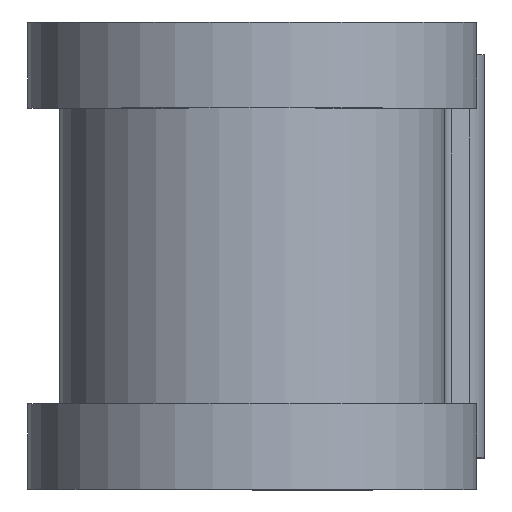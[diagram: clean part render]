
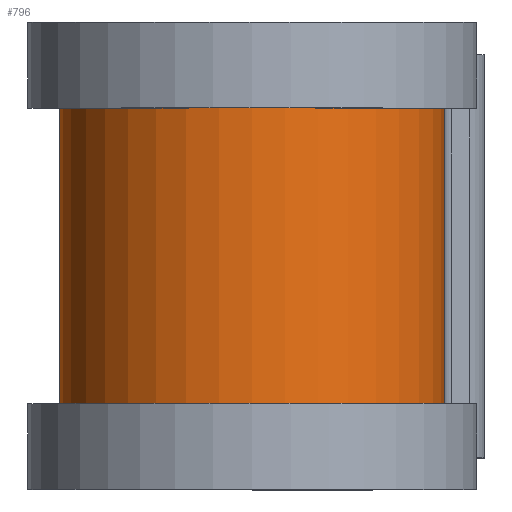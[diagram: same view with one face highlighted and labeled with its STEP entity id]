
A CAD part, top view. The second image highlights one B-rep face of the part: STEP entity #796.
In plain terms, the highlighted cylindrical face has radius 9.093 mm (diameter 18.186 mm), a partial arc.
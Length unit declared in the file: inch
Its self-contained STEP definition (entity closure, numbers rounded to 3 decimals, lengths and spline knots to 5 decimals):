
#54 = ORIENTED_EDGE ( 'NONE', *, *, #122, .T. ) ;
#90 = DIRECTION ( 'NONE',  ( 0., -1., 0. ) ) ;
#112 = DIRECTION ( 'NONE',  ( 0., -1., 0. ) ) ;
#122 = EDGE_CURVE ( 'NONE', #1208, #159, #125, .T. ) ;
#125 = CIRCLE ( 'NONE', #1399, 0.358 ) ;
#159 = VERTEX_POINT ( 'NONE', #237 ) ;
#172 = CARTESIAN_POINT ( 'NONE',  ( 0.358, -0.275, 0. ) ) ;
#192 = CARTESIAN_POINT ( 'NONE',  ( 0., 0.275, 0. ) ) ;
#237 = CARTESIAN_POINT ( 'NONE',  ( 0., 0.275, -0.358 ) ) ;
#296 = CARTESIAN_POINT ( 'NONE',  ( 0., 0.375, -0.358 ) ) ;
#320 = DIRECTION ( 'NONE',  ( 0., -1., 0. ) ) ;
#329 = AXIS2_PLACEMENT_3D ( 'NONE', #1435, #1513, #1421 ) ;
#338 = CARTESIAN_POINT ( 'NONE',  ( 0.358, 0.375, 0. ) ) ;
#389 = CYLINDRICAL_SURFACE ( 'NONE', #329, 0.358 ) ;
#501 = EDGE_CURVE ( 'NONE', #159, #1333, #1326, .T. ) ;
#520 = EDGE_CURVE ( 'NONE', #864, #1333, #1353, .T. ) ;
#553 = EDGE_LOOP ( 'NONE', ( #958, #54, #1398, #804 ) ) ;
#682 = CARTESIAN_POINT ( 'NONE',  ( 0.358, 0.275, 0. ) ) ;
#764 = CARTESIAN_POINT ( 'NONE',  ( 0., -0.275, 0. ) ) ;
#767 = DIRECTION ( 'NONE',  ( 0., -1., 0. ) ) ;
#785 = DIRECTION ( 'NONE',  ( 0., 0., -1. ) ) ;
#796 = ADVANCED_FACE ( 'NONE', ( #1043 ), #389, .T. ) ;
#804 = ORIENTED_EDGE ( 'NONE', *, *, #520, .F. ) ;
#829 = AXIS2_PLACEMENT_3D ( 'NONE', #764, #767, #785 ) ;
#864 = VERTEX_POINT ( 'NONE', #172 ) ;
#958 = ORIENTED_EDGE ( 'NONE', *, *, #1036, .F. ) ;
#1036 = EDGE_CURVE ( 'NONE', #1208, #864, #1488, .T. ) ;
#1043 = FACE_OUTER_BOUND ( 'NONE', #553, .T. ) ;
#1208 = VERTEX_POINT ( 'NONE', #682 ) ;
#1255 = VECTOR ( 'NONE', #320, 39.37008 ) ;
#1326 = LINE ( 'NONE', #296, #1255 ) ;
#1333 = VERTEX_POINT ( 'NONE', #1477 ) ;
#1353 = CIRCLE ( 'NONE', #829, 0.358 ) ;
#1398 = ORIENTED_EDGE ( 'NONE', *, *, #501, .T. ) ;
#1399 = AXIS2_PLACEMENT_3D ( 'NONE', #192, #90, #1744 ) ;
#1421 = DIRECTION ( 'NONE',  ( 0., 0., -1. ) ) ;
#1435 = CARTESIAN_POINT ( 'NONE',  ( 0., 0.375, 0. ) ) ;
#1477 = CARTESIAN_POINT ( 'NONE',  ( 0., -0.275, -0.358 ) ) ;
#1488 = LINE ( 'NONE', #338, #1507 ) ;
#1507 = VECTOR ( 'NONE', #112, 39.37008 ) ;
#1513 = DIRECTION ( 'NONE',  ( 0., -1., 0. ) ) ;
#1744 = DIRECTION ( 'NONE',  ( 0., 0., -1. ) ) ;
